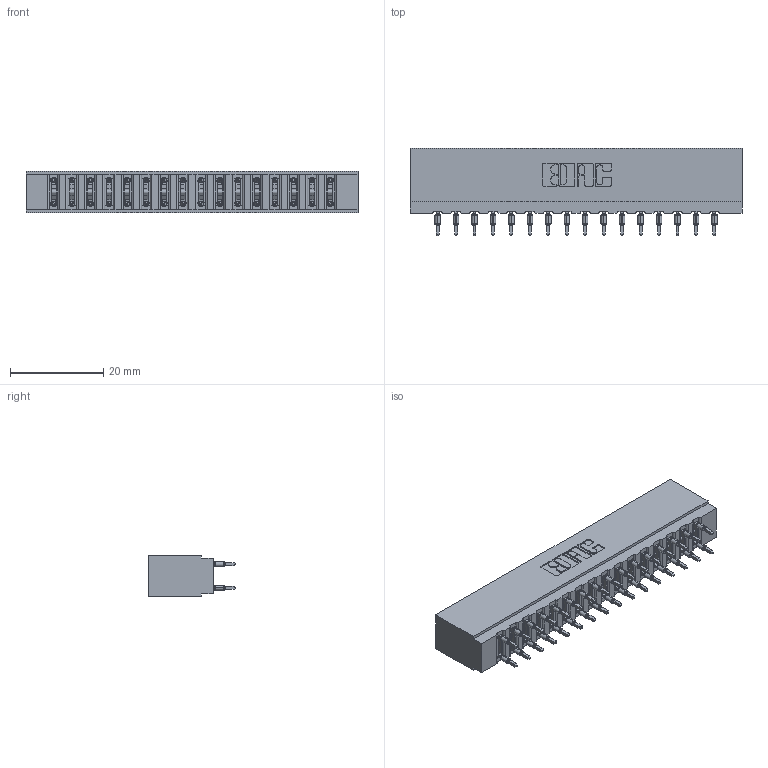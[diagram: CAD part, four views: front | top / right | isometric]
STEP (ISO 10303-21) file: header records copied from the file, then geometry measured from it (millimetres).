
FILE_DESCRIPTION (( 'STEP AP203' ), '1' );
FILE_NAME ('717-032-560-201.STEP', '2020-09-08T21:44:43', ( '' ), ( '' ), 'SwSTEP 2.0', 'SolidWorks 2020', '' );
FILE_SCHEMA (( 'CONFIG_CONTROL_DESIGN' ));
Length unit declared in the file: inch
Products named in the file (3): 717 Part_Insulator Option - 06; 717-032-560-201; 745-292-001_560
Assembly tree (33 placements, depth 2):
  717-032-560-201
    717 Part_Insulator Option - 06
    745-292-001_560  x32
Bounding box: 71.27 x 18.78 x 8.89 mm (x, y, z)
Volume: 6401.5 mm3; surface area: 10006.6 mm2
Topology: 33 solids, 33 shells, 3262 faces, 8923 edges, 5670 vertices
Faces by surface type: plane 1702, cylinder 728, bspline 640, torus 192
Entity records: 31274 total; most frequent: CARTESIAN_POINT 5939, ORIENTED_EDGE 5322, DIRECTION 4675, EDGE_CURVE 2661, LINE 2375, VECTOR 2375, VERTEX_POINT 1702, AXIS2_PLACEMENT_3D 1150
